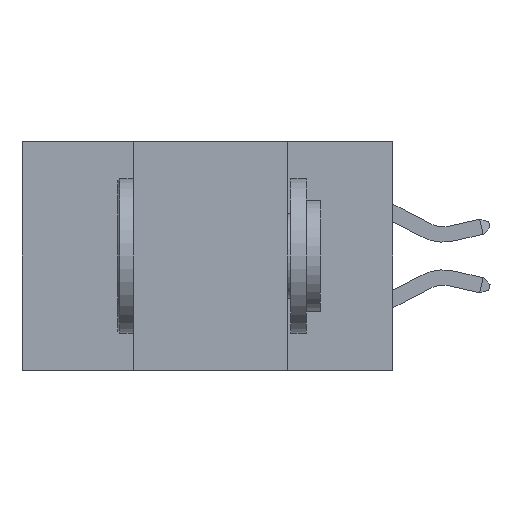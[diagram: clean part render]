
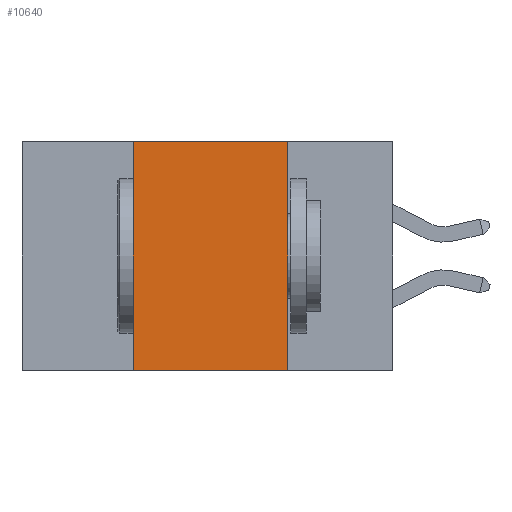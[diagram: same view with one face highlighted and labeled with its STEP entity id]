
A CAD part, left-side view. The second image highlights one B-rep face of the part: STEP entity #10640.
In plain terms, the highlighted planar face has unit normal (-1, 0, 0).
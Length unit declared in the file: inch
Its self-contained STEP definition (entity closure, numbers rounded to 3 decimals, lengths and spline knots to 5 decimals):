
#361 = VERTEX_POINT ( 'NONE', #9567 ) ;
#617 = DIRECTION ( 'NONE',  ( 0., 0., 1. ) ) ;
#1147 = VECTOR ( 'NONE', #30459, 39.37008 ) ;
#1947 = CARTESIAN_POINT ( 'NONE',  ( 0., 0.17, 0. ) ) ;
#2681 = EDGE_CURVE ( 'NONE', #19827, #20151, #10217, .T. ) ;
#2836 = FACE_OUTER_BOUND ( 'NONE', #24953, .T. ) ;
#4246 = EDGE_CURVE ( 'NONE', #18323, #19827, #18276, .T. ) ;
#5391 = LINE ( 'NONE', #31759, #8179 ) ;
#7562 = LINE ( 'NONE', #9745, #1147 ) ;
#8179 = VECTOR ( 'NONE', #617, 39.37008 ) ;
#8250 = CARTESIAN_POINT ( 'NONE',  ( 0., 0.17, 0. ) ) ;
#8707 = AXIS2_PLACEMENT_3D ( 'NONE', #12500, #9789, #17135 ) ;
#9349 = ORIENTED_EDGE ( 'NONE', *, *, #2681, .F. ) ;
#9567 = CARTESIAN_POINT ( 'NONE',  ( 0., 0.42, -0.37 ) ) ;
#9745 = CARTESIAN_POINT ( 'NONE',  ( 0., 0.6, -0.37 ) ) ;
#9789 = DIRECTION ( 'NONE',  ( 1., 0., 0. ) ) ;
#10217 = LINE ( 'NONE', #1947, #28312 ) ;
#10640 = ADVANCED_FACE ( 'NONE', ( #2836 ), #32525, .F. ) ;
#11383 = VECTOR ( 'NONE', #16920, 39.37008 ) ;
#12284 = ORIENTED_EDGE ( 'NONE', *, *, #32203, .T. ) ;
#12500 = CARTESIAN_POINT ( 'NONE',  ( 0., 0.6, 0. ) ) ;
#15543 = DIRECTION ( 'NONE',  ( 0., 0., -1. ) ) ;
#16459 = EDGE_CURVE ( 'NONE', #361, #18323, #5391, .T. ) ;
#16920 = DIRECTION ( 'NONE',  ( 0., -1., 0. ) ) ;
#17135 = DIRECTION ( 'NONE',  ( 0., 0., -1. ) ) ;
#18276 = LINE ( 'NONE', #27026, #11383 ) ;
#18323 = VERTEX_POINT ( 'NONE', #21488 ) ;
#19827 = VERTEX_POINT ( 'NONE', #8250 ) ;
#19891 = CARTESIAN_POINT ( 'NONE',  ( 0., 0.17, -0.37 ) ) ;
#20151 = VERTEX_POINT ( 'NONE', #19891 ) ;
#21488 = CARTESIAN_POINT ( 'NONE',  ( 0., 0.42, 0. ) ) ;
#23414 = ORIENTED_EDGE ( 'NONE', *, *, #16459, .F. ) ;
#24953 = EDGE_LOOP ( 'NONE', ( #9349, #25494, #23414, #12284 ) ) ;
#25494 = ORIENTED_EDGE ( 'NONE', *, *, #4246, .F. ) ;
#27026 = CARTESIAN_POINT ( 'NONE',  ( 0., 0.6, 0. ) ) ;
#28312 = VECTOR ( 'NONE', #15543, 39.37008 ) ;
#30459 = DIRECTION ( 'NONE',  ( 0., -1., 0. ) ) ;
#31759 = CARTESIAN_POINT ( 'NONE',  ( 0., 0.42, 0. ) ) ;
#32203 = EDGE_CURVE ( 'NONE', #361, #20151, #7562, .T. ) ;
#32525 = PLANE ( 'NONE',  #8707 ) ;
